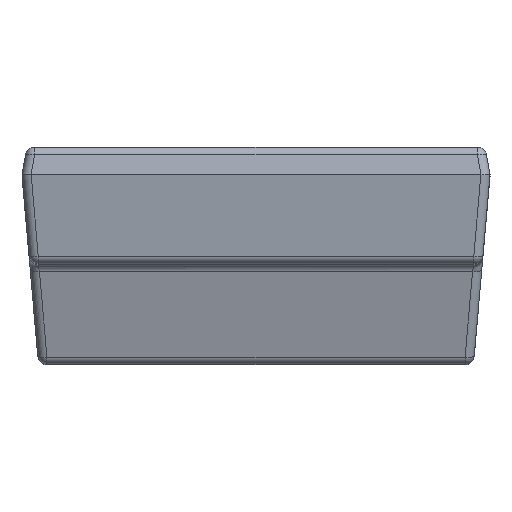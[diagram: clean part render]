
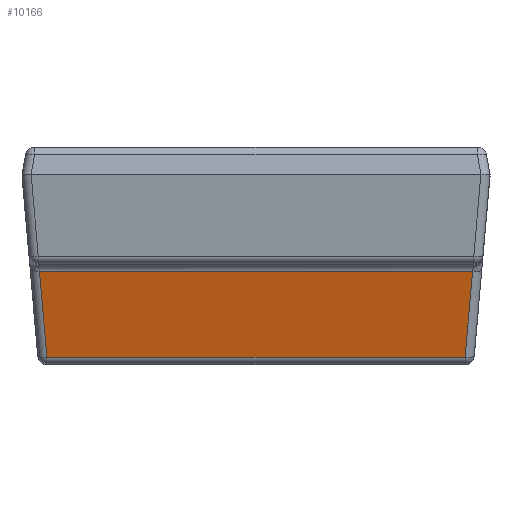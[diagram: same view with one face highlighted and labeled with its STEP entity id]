
A CAD part, top view. The second image highlights one B-rep face of the part: STEP entity #10166.
In plain terms, the highlighted planar face has unit normal (0, -0.259, 0.966).
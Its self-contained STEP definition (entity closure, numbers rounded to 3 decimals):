
#1042 = VERTEX_POINT ( 'NONE', #16315 ) ;
#1465 = VERTEX_POINT ( 'NONE', #11334 ) ;
#2049 = VECTOR ( 'NONE', #14696, 1000. ) ;
#2288 = DIRECTION ( 'NONE',  ( 0.084, -0.962, -0.258 ) ) ;
#2530 = ORIENTED_EDGE ( 'NONE', *, *, #13262, .T. ) ;
#2913 = CARTESIAN_POINT ( 'NONE',  ( -5.08, -1.69, 8.611 ) ) ;
#3177 = CARTESIAN_POINT ( 'NONE',  ( -4.91, 0.322, 9.15 ) ) ;
#3352 = LINE ( 'NONE', #3177, #5467 ) ;
#3450 = LINE ( 'NONE', #9097, #2049 ) ;
#3492 = AXIS2_PLACEMENT_3D ( 'NONE', #2913, #15602, #8532 ) ;
#4456 = ORIENTED_EDGE ( 'NONE', *, *, #8691, .T. ) ;
#5467 = VECTOR ( 'NONE', #8992, 1000. ) ;
#5594 = PLANE ( 'NONE',  #3492 ) ;
#6607 = EDGE_CURVE ( 'NONE', #16320, #13721, #3352, .T. ) ;
#8186 = ORIENTED_EDGE ( 'NONE', *, *, #6607, .T. ) ;
#8532 = DIRECTION ( 'NONE',  ( 0., 0.966, 0.259 ) ) ;
#8691 = EDGE_CURVE ( 'NONE', #13721, #1465, #9300, .T. ) ;
#8898 = DIRECTION ( 'NONE',  ( 0.084, 0.962, 0.258 ) ) ;
#8992 = DIRECTION ( 'NONE',  ( -1., 0., 0. ) ) ;
#9097 = CARTESIAN_POINT ( 'NONE',  ( -5.08, -1.542, 8.651 ) ) ;
#9300 = LINE ( 'NONE', #14891, #16788 ) ;
#9431 = VECTOR ( 'NONE', #8898, 1000. ) ;
#10166 = ADVANCED_FACE ( 'NONE', ( #14156 ), #5594, .F. ) ;
#10207 = EDGE_LOOP ( 'NONE', ( #17455, #2530, #8186, #4456 ) ) ;
#11334 = CARTESIAN_POINT ( 'NONE',  ( -4.538, -1.542, 8.651 ) ) ;
#11472 = LINE ( 'NONE', #14324, #9431 ) ;
#13262 = EDGE_CURVE ( 'NONE', #1042, #16320, #11472, .T. ) ;
#13322 = CARTESIAN_POINT ( 'NONE',  ( 4.701, 0.322, 9.15 ) ) ;
#13721 = VERTEX_POINT ( 'NONE', #18099 ) ;
#13848 = EDGE_CURVE ( 'NONE', #1465, #1042, #3450, .T. ) ;
#14156 = FACE_OUTER_BOUND ( 'NONE', #10207, .T. ) ;
#14324 = CARTESIAN_POINT ( 'NONE',  ( 4.457, -2.468, 8.403 ) ) ;
#14696 = DIRECTION ( 'NONE',  ( 1., 0., 0. ) ) ;
#14891 = CARTESIAN_POINT ( 'NONE',  ( -4.529, -1.645, 8.623 ) ) ;
#15602 = DIRECTION ( 'NONE',  ( 0., 0.259, -0.966 ) ) ;
#16315 = CARTESIAN_POINT ( 'NONE',  ( 4.538, -1.542, 8.651 ) ) ;
#16320 = VERTEX_POINT ( 'NONE', #13322 ) ;
#16788 = VECTOR ( 'NONE', #2288, 1000. ) ;
#17455 = ORIENTED_EDGE ( 'NONE', *, *, #13848, .T. ) ;
#18099 = CARTESIAN_POINT ( 'NONE',  ( -4.701, 0.322, 9.15 ) ) ;
